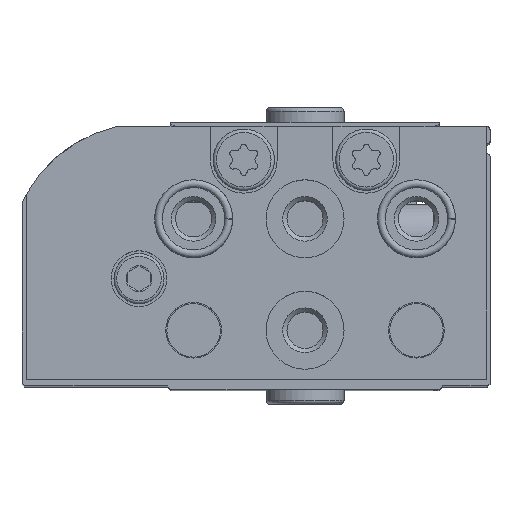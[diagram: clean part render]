
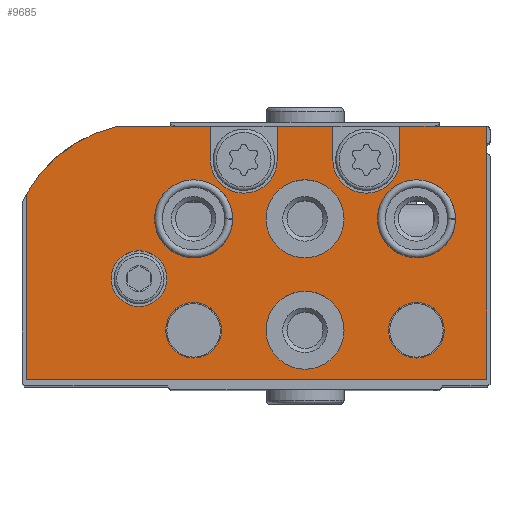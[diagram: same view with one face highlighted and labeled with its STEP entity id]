
A CAD part, top view. The second image highlights one B-rep face of the part: STEP entity #9685.
In plain terms, the highlighted face is planar.
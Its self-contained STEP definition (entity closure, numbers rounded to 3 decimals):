
#1000=LINE('',#16596,#1756);
#1004=LINE('',#16604,#1760);
#1008=LINE('',#16610,#1764);
#1011=LINE('',#16630,#1767);
#1012=LINE('',#16634,#1768);
#1013=LINE('',#16637,#1769);
#1014=LINE('',#16639,#1770);
#1015=LINE('',#16641,#1771);
#1016=LINE('',#16642,#1772);
#1017=LINE('',#16646,#1773);
#1756=VECTOR('',#13474,1000.);
#1760=VECTOR('',#13478,1000.);
#1764=VECTOR('',#13482,1000.);
#1767=VECTOR('',#13501,1000.);
#1768=VECTOR('',#13504,1000.);
#1769=VECTOR('',#13507,1000.);
#1770=VECTOR('',#13508,1000.);
#1771=VECTOR('',#13509,1000.);
#1772=VECTOR('',#13510,1000.);
#1773=VECTOR('',#13513,1000.);
#3732=ORIENTED_EDGE('',*,*,#5526,.T.);
#3733=ORIENTED_EDGE('',*,*,#5527,.T.);
#3734=ORIENTED_EDGE('',*,*,#5528,.T.);
#3735=ORIENTED_EDGE('',*,*,#5529,.T.);
#3736=ORIENTED_EDGE('',*,*,#5530,.T.);
#3737=ORIENTED_EDGE('',*,*,#5531,.T.);
#3738=ORIENTED_EDGE('',*,*,#5532,.T.);
#3739=ORIENTED_EDGE('',*,*,#5533,.T.);
#3740=ORIENTED_EDGE('',*,*,#5534,.T.);
#3741=ORIENTED_EDGE('',*,*,#5535,.T.);
#3742=ORIENTED_EDGE('',*,*,#5523,.F.);
#3743=ORIENTED_EDGE('',*,*,#5536,.F.);
#3744=ORIENTED_EDGE('',*,*,#5537,.F.);
#3745=ORIENTED_EDGE('',*,*,#5538,.F.);
#3746=ORIENTED_EDGE('',*,*,#5539,.F.);
#3747=ORIENTED_EDGE('',*,*,#5519,.F.);
#3748=ORIENTED_EDGE('',*,*,#5540,.T.);
#3749=ORIENTED_EDGE('',*,*,#5541,.T.);
#3750=ORIENTED_EDGE('',*,*,#5542,.T.);
#3751=ORIENTED_EDGE('',*,*,#5515,.F.);
#5515=EDGE_CURVE('',#6586,#6587,#1000,.T.);
#5519=EDGE_CURVE('',#6590,#6591,#1004,.T.);
#5523=EDGE_CURVE('',#6592,#6593,#1008,.T.);
#5526=EDGE_CURVE('',#6595,#6595,#7171,.T.);
#5527=EDGE_CURVE('',#6596,#6596,#7172,.T.);
#5528=EDGE_CURVE('',#6597,#6597,#7173,.T.);
#5529=EDGE_CURVE('',#6598,#6598,#7174,.T.);
#5530=EDGE_CURVE('',#6599,#6599,#7175,.T.);
#5531=EDGE_CURVE('',#6600,#6600,#7176,.T.);
#5532=EDGE_CURVE('',#6601,#6601,#7177,.T.);
#5533=EDGE_CURVE('',#6586,#6602,#1011,.T.);
#5534=EDGE_CURVE('',#6602,#6603,#7178,.T.);
#5535=EDGE_CURVE('',#6603,#6593,#1012,.T.);
#5536=EDGE_CURVE('',#6604,#6592,#7179,.T.);
#5537=EDGE_CURVE('',#6605,#6604,#1013,.T.);
#5538=EDGE_CURVE('',#6606,#6605,#1014,.T.);
#5539=EDGE_CURVE('',#6591,#6606,#1015,.T.);
#5540=EDGE_CURVE('',#6590,#6607,#1016,.T.);
#5541=EDGE_CURVE('',#6607,#6608,#7180,.T.);
#5542=EDGE_CURVE('',#6608,#6587,#1017,.T.);
#6586=VERTEX_POINT('',#16595);
#6587=VERTEX_POINT('',#16597);
#6590=VERTEX_POINT('',#16603);
#6591=VERTEX_POINT('',#16605);
#6592=VERTEX_POINT('',#16609);
#6593=VERTEX_POINT('',#16611);
#6595=VERTEX_POINT('',#16617);
#6596=VERTEX_POINT('',#16619);
#6597=VERTEX_POINT('',#16621);
#6598=VERTEX_POINT('',#16623);
#6599=VERTEX_POINT('',#16625);
#6600=VERTEX_POINT('',#16627);
#6601=VERTEX_POINT('',#16629);
#6602=VERTEX_POINT('',#16631);
#6603=VERTEX_POINT('',#16633);
#6604=VERTEX_POINT('',#16636);
#6605=VERTEX_POINT('',#16638);
#6606=VERTEX_POINT('',#16640);
#6607=VERTEX_POINT('',#16643);
#6608=VERTEX_POINT('',#16645);
#7171=CIRCLE('',#11083,2.5);
#7172=CIRCLE('',#11084,3.5);
#7173=CIRCLE('',#11085,3.5);
#7174=CIRCLE('',#11086,3.5);
#7175=CIRCLE('',#11087,3.5);
#7176=CIRCLE('',#11088,2.5);
#7177=CIRCLE('',#11089,2.5);
#7178=CIRCLE('',#11090,3.);
#7179=CIRCLE('',#11091,12.5);
#7180=CIRCLE('',#11092,3.);
#7866=EDGE_LOOP('',(#3732));
#7867=EDGE_LOOP('',(#3733));
#7868=EDGE_LOOP('',(#3734));
#7869=EDGE_LOOP('',(#3735));
#7870=EDGE_LOOP('',(#3736));
#7871=EDGE_LOOP('',(#3737));
#7872=EDGE_LOOP('',(#3738));
#7873=EDGE_LOOP('',(#3739,#3740,#3741,#3742,#3743,#3744,#3745,#3746,#3747,
#3748,#3749,#3750,#3751));
#8702=FACE_BOUND('',#7866,.T.);
#8703=FACE_BOUND('',#7867,.T.);
#8704=FACE_BOUND('',#7868,.T.);
#8705=FACE_BOUND('',#7869,.T.);
#8706=FACE_BOUND('',#7870,.T.);
#8707=FACE_BOUND('',#7871,.T.);
#8708=FACE_BOUND('',#7872,.T.);
#8709=FACE_BOUND('',#7873,.T.);
#9223=PLANE('',#11082);
#9685=ADVANCED_FACE('',(#8702,#8703,#8704,#8705,#8706,#8707,#8708,#8709),
#9223,.F.);
#11082=AXIS2_PLACEMENT_3D('',#16615,#13485,#13486);
#11083=AXIS2_PLACEMENT_3D('',#16616,#13487,#13488);
#11084=AXIS2_PLACEMENT_3D('',#16618,#13489,#13490);
#11085=AXIS2_PLACEMENT_3D('',#16620,#13491,#13492);
#11086=AXIS2_PLACEMENT_3D('',#16622,#13493,#13494);
#11087=AXIS2_PLACEMENT_3D('',#16624,#13495,#13496);
#11088=AXIS2_PLACEMENT_3D('',#16626,#13497,#13498);
#11089=AXIS2_PLACEMENT_3D('',#16628,#13499,#13500);
#11090=AXIS2_PLACEMENT_3D('',#16632,#13502,#13503);
#11091=AXIS2_PLACEMENT_3D('',#16635,#13505,#13506);
#11092=AXIS2_PLACEMENT_3D('',#16644,#13511,#13512);
#13474=DIRECTION('',(-1.,0.,0.));
#13478=DIRECTION('',(-1.,0.,0.));
#13482=DIRECTION('',(-1.,0.,0.));
#13485=DIRECTION('',(0.,0.,1.));
#13486=DIRECTION('',(1.,0.,0.));
#13487=DIRECTION('',(0.,0.,1.));
#13488=DIRECTION('',(1.,0.,0.));
#13489=DIRECTION('',(0.,0.,1.));
#13490=DIRECTION('',(1.,0.,0.));
#13491=DIRECTION('',(0.,0.,1.));
#13492=DIRECTION('',(1.,0.,0.));
#13493=DIRECTION('',(0.,0.,1.));
#13494=DIRECTION('',(1.,0.,0.));
#13495=DIRECTION('',(0.,0.,1.));
#13496=DIRECTION('',(1.,0.,0.));
#13497=DIRECTION('',(0.,0.,1.));
#13498=DIRECTION('',(1.,0.,0.));
#13499=DIRECTION('',(0.,0.,1.));
#13500=DIRECTION('',(1.,0.,0.));
#13501=DIRECTION('',(0.,-1.,0.));
#13502=DIRECTION('',(0.,0.,1.));
#13503=DIRECTION('',(1.,0.,0.));
#13504=DIRECTION('',(0.,1.,0.));
#13505=DIRECTION('',(0.,0.,1.));
#13506=DIRECTION('',(1.,0.,0.));
#13507=DIRECTION('',(0.,1.,0.));
#13508=DIRECTION('',(1.,0.,0.));
#13509=DIRECTION('',(0.,-1.,0.));
#13510=DIRECTION('',(0.,-1.,0.));
#13511=DIRECTION('',(0.,0.,1.));
#13512=DIRECTION('',(1.,0.,0.));
#13513=DIRECTION('',(0.,1.,0.));
#16595=CARTESIAN_POINT('',(18.8,22.7,0.));
#16596=CARTESIAN_POINT('',(33.122,22.7,0.));
#16597=CARTESIAN_POINT('',(13.8,22.7,0.));
#16603=CARTESIAN_POINT('',(7.8,22.7,0.));
#16604=CARTESIAN_POINT('',(33.122,22.7,0.));
#16605=CARTESIAN_POINT('',(0.,22.7,0.));
#16609=CARTESIAN_POINT('',(33.122,22.7,0.));
#16610=CARTESIAN_POINT('',(33.122,22.7,0.));
#16611=CARTESIAN_POINT('',(24.8,22.7,0.));
#16615=CARTESIAN_POINT('',(30.4,10.5,0.));
#16616=CARTESIAN_POINT('',(31.2,9.03,0.));
#16617=CARTESIAN_POINT('',(33.7,9.03,0.));
#16618=CARTESIAN_POINT('',(26.3,14.4,0.));
#16619=CARTESIAN_POINT('',(29.8,14.4,0.));
#16620=CARTESIAN_POINT('',(16.3,14.4,0.));
#16621=CARTESIAN_POINT('',(19.8,14.4,0.));
#16622=CARTESIAN_POINT('',(6.3,14.4,0.));
#16623=CARTESIAN_POINT('',(9.8,14.4,0.));
#16624=CARTESIAN_POINT('',(16.3,4.4,0.));
#16625=CARTESIAN_POINT('',(19.8,4.4,0.));
#16626=CARTESIAN_POINT('',(26.3,4.4,0.));
#16627=CARTESIAN_POINT('',(28.8,4.4,0.));
#16628=CARTESIAN_POINT('',(6.3,4.4,0.));
#16629=CARTESIAN_POINT('',(8.8,4.4,0.));
#16630=CARTESIAN_POINT('',(18.8,22.7,0.));
#16631=CARTESIAN_POINT('',(18.8,19.7,0.));
#16632=CARTESIAN_POINT('',(21.8,19.7,0.));
#16633=CARTESIAN_POINT('',(24.8,19.7,0.));
#16634=CARTESIAN_POINT('',(24.8,19.7,0.));
#16635=CARTESIAN_POINT('',(30.4,10.5,0.));
#16636=CARTESIAN_POINT('',(41.3,16.619,0.));
#16637=CARTESIAN_POINT('',(41.3,0.,0.));
#16638=CARTESIAN_POINT('',(41.3,0.,0.));
#16639=CARTESIAN_POINT('',(0.,0.,0.));
#16640=CARTESIAN_POINT('',(0.,0.,0.));
#16641=CARTESIAN_POINT('',(0.,22.7,0.));
#16642=CARTESIAN_POINT('',(7.8,22.7,0.));
#16643=CARTESIAN_POINT('',(7.8,19.7,0.));
#16644=CARTESIAN_POINT('',(10.8,19.7,0.));
#16645=CARTESIAN_POINT('',(13.8,19.7,0.));
#16646=CARTESIAN_POINT('',(13.8,19.7,0.));
